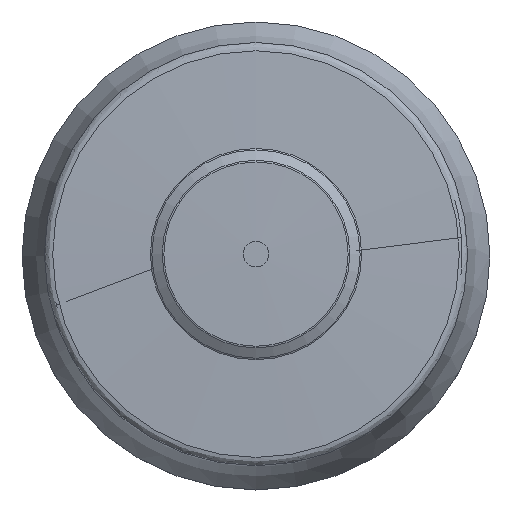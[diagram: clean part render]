
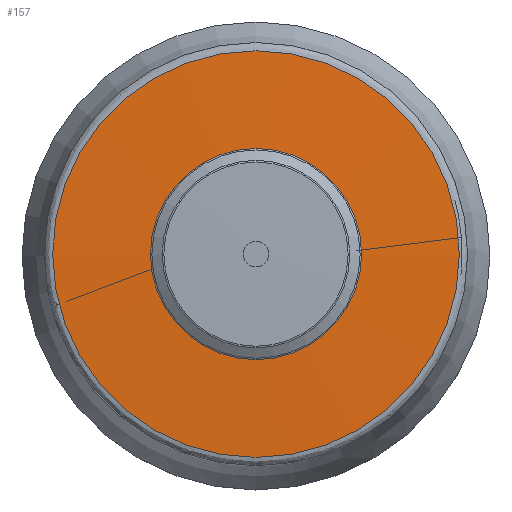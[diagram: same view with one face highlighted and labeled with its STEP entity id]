
A CAD part, top view. The second image highlights one B-rep face of the part: STEP entity #157.
In plain terms, the highlighted face is a revolution surface.
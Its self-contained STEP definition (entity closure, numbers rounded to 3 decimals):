
#91=SURFACE_OF_REVOLUTION('',#103,#97);
#97=AXIS1_PLACEMENT('',#624,#492);
#103=B_SPLINE_CURVE_WITH_KNOTS('',5,(#618,#619,#620,#621,#622,#623),
 .UNSPECIFIED.,.F.,.F.,(6,6),(0.,1.),.UNSPECIFIED.);
#117=FACE_BOUND('',#210,.T.);
#118=FACE_BOUND('',#211,.T.);
#157=ADVANCED_FACE('',(#117,#118),#91,.T.);
#210=EDGE_LOOP('',(#260));
#211=EDGE_LOOP('',(#261));
#260=ORIENTED_EDGE('',*,*,#363,.F.);
#261=ORIENTED_EDGE('',*,*,#362,.T.);
#329=VERTEX_POINT('',#614);
#330=VERTEX_POINT('',#617);
#362=EDGE_CURVE('',#329,#329,#399,.T.);
#363=EDGE_CURVE('',#330,#330,#400,.T.);
#399=CIRCLE('',#425,9.476);
#400=CIRCLE('',#427,18.25);
#425=AXIS2_PLACEMENT_3D('',#613,#486,#487);
#427=AXIS2_PLACEMENT_3D('',#616,#490,#491);
#486=DIRECTION('',(0.,0.,-1.));
#487=DIRECTION('',(-1.,0.,0.));
#490=DIRECTION('',(0.,0.,-1.));
#491=DIRECTION('',(-1.,0.,0.));
#492=DIRECTION('',(0.,0.,-1.));
#613=CARTESIAN_POINT('',(0.,0.,100.186));
#614=CARTESIAN_POINT('',(-9.476,0.,100.186));
#616=CARTESIAN_POINT('',(0.,0.,99.871));
#617=CARTESIAN_POINT('',(-18.25,0.,99.871));
#618=CARTESIAN_POINT('',(9.476,0.,100.186));
#619=CARTESIAN_POINT('',(11.231,0.,100.123));
#620=CARTESIAN_POINT('',(12.986,0.,100.06));
#621=CARTESIAN_POINT('',(14.741,0.,99.997));
#622=CARTESIAN_POINT('',(16.495,0.,99.934));
#623=CARTESIAN_POINT('',(18.25,0.,99.871));
#624=CARTESIAN_POINT('',(0.,0.,0.));
